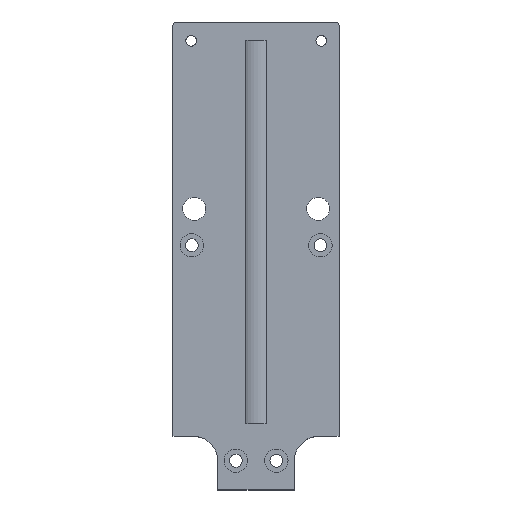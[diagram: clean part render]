
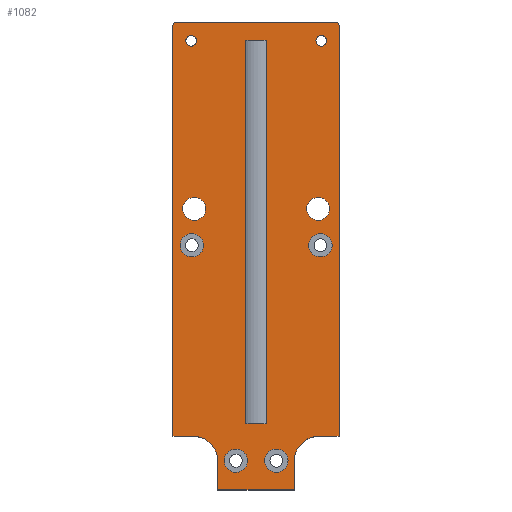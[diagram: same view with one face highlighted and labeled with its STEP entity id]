
A CAD part, top view. The second image highlights one B-rep face of the part: STEP entity #1082.
In plain terms, the highlighted planar face has unit normal (0, 0, 1).
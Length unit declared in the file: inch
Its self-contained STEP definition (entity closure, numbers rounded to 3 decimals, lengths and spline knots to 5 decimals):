
#179=CARTESIAN_POINT('',(1.388,2.304,0.25));
#180=DIRECTION('',(0.,0.,1.));
#181=DIRECTION('',(1.,0.,0.));
#182=AXIS2_PLACEMENT_3D('',#179,#180,#181);
#184=CARTESIAN_POINT('',(1.388,2.304,0.25));
#185=DIRECTION('',(0.,0.,1.));
#186=DIRECTION('',(-1.,0.,0.));
#187=AXIS2_PLACEMENT_3D('',#184,#185,#186);
#189=CARTESIAN_POINT('',(0.178,2.304,0.25));
#190=DIRECTION('',(0.,0.,1.));
#191=DIRECTION('',(1.,0.,0.));
#192=AXIS2_PLACEMENT_3D('',#189,#190,#191);
#194=CARTESIAN_POINT('',(0.178,2.304,0.25));
#195=DIRECTION('',(0.,0.,1.));
#196=DIRECTION('',(-1.,0.,0.));
#197=AXIS2_PLACEMENT_3D('',#194,#195,#196);
#199=CARTESIAN_POINT('',(0.593,0.275,0.25));
#200=DIRECTION('',(0.,0.,1.));
#201=DIRECTION('',(1.,0.,0.));
#202=AXIS2_PLACEMENT_3D('',#199,#200,#201);
#204=CARTESIAN_POINT('',(0.593,0.275,0.25));
#205=DIRECTION('',(0.,0.,1.));
#206=DIRECTION('',(-1.,0.,0.));
#207=AXIS2_PLACEMENT_3D('',#204,#205,#206);
#209=CARTESIAN_POINT('',(0.973,0.275,0.25));
#210=DIRECTION('',(0.,0.,1.));
#211=DIRECTION('',(1.,0.,0.));
#212=AXIS2_PLACEMENT_3D('',#209,#210,#211);
#214=CARTESIAN_POINT('',(0.973,0.275,0.25));
#215=DIRECTION('',(0.,0.,1.));
#216=DIRECTION('',(-1.,0.,0.));
#217=AXIS2_PLACEMENT_3D('',#214,#215,#216);
#219=CARTESIAN_POINT('',(1.396,4.228,0.25));
#220=DIRECTION('',(0.,0.,1.));
#221=DIRECTION('',(1.,0.,0.));
#222=AXIS2_PLACEMENT_3D('',#219,#220,#221);
#224=CARTESIAN_POINT('',(1.396,4.228,0.25));
#225=DIRECTION('',(0.,0.,1.));
#226=DIRECTION('',(-1.,0.,0.));
#227=AXIS2_PLACEMENT_3D('',#224,#225,#226);
#229=CARTESIAN_POINT('',(0.171,4.228,0.25));
#230=DIRECTION('',(0.,0.,1.));
#231=DIRECTION('',(1.,0.,0.));
#232=AXIS2_PLACEMENT_3D('',#229,#230,#231);
#234=CARTESIAN_POINT('',(0.171,4.228,0.25));
#235=DIRECTION('',(0.,0.,1.));
#236=DIRECTION('',(-1.,0.,0.));
#237=AXIS2_PLACEMENT_3D('',#234,#235,#236);
#239=CARTESIAN_POINT('',(1.366,2.646,0.25));
#240=DIRECTION('',(0.,0.,1.));
#241=DIRECTION('',(1.,0.,0.));
#242=AXIS2_PLACEMENT_3D('',#239,#240,#241);
#244=CARTESIAN_POINT('',(1.366,2.646,0.25));
#245=DIRECTION('',(0.,0.,1.));
#246=DIRECTION('',(-1.,0.,0.));
#247=AXIS2_PLACEMENT_3D('',#244,#245,#246);
#249=CARTESIAN_POINT('',(0.2,2.646,0.25));
#250=DIRECTION('',(0.,0.,1.));
#251=DIRECTION('',(1.,0.,0.));
#252=AXIS2_PLACEMENT_3D('',#249,#250,#251);
#254=CARTESIAN_POINT('',(0.2,2.646,0.25));
#255=DIRECTION('',(0.,0.,1.));
#256=DIRECTION('',(-1.,0.,0.));
#257=AXIS2_PLACEMENT_3D('',#254,#255,#256);
#259=DIRECTION('',(-1.,0.,0.));
#260=VECTOR('',#259,0.20005);
#261=CARTESIAN_POINT('',(0.88102,0.625,0.25));
#262=LINE('',#261,#260);
#263=DIRECTION('',(0.,1.,0.));
#264=VECTOR('',#263,3.61);
#265=CARTESIAN_POINT('',(0.88102,0.625,0.25));
#266=LINE('',#265,#264);
#267=DIRECTION('',(-1.,0.,0.));
#268=VECTOR('',#267,0.20005);
#269=CARTESIAN_POINT('',(0.88102,4.235,0.25));
#270=LINE('',#269,#268);
#271=DIRECTION('',(0.,1.,0.));
#272=VECTOR('',#271,3.61);
#273=CARTESIAN_POINT('',(0.68098,0.625,0.25));
#274=LINE('',#273,#272);
#275=CARTESIAN_POINT('',(0.03,4.375,0.25));
#276=DIRECTION('',(0.,0.,1.));
#277=DIRECTION('',(0.,1.,0.));
#278=AXIS2_PLACEMENT_3D('',#275,#276,#277);
#280=DIRECTION('',(-1.,0.,0.));
#281=VECTOR('',#280,1.503);
#282=CARTESIAN_POINT('',(1.533,4.405,0.25));
#283=LINE('',#282,#281);
#284=CARTESIAN_POINT('',(1.533,4.375,0.25));
#285=DIRECTION('',(0.,0.,1.));
#286=DIRECTION('',(1.,0.,0.));
#287=AXIS2_PLACEMENT_3D('',#284,#285,#286);
#289=DIRECTION('',(0.,1.,0.));
#290=VECTOR('',#289,3.87);
#291=CARTESIAN_POINT('',(1.563,0.505,0.25));
#292=LINE('',#291,#290);
#293=DIRECTION('',(1.,0.,0.));
#294=VECTOR('',#293,0.191);
#295=CARTESIAN_POINT('',(1.372,0.505,0.25));
#296=LINE('',#295,#294);
#297=CARTESIAN_POINT('',(1.372,0.275,0.25));
#298=DIRECTION('',(0.,0.,-1.));
#299=DIRECTION('',(-1.,0.,0.));
#300=AXIS2_PLACEMENT_3D('',#297,#298,#299);
#302=DIRECTION('',(0.,1.,0.));
#303=VECTOR('',#302,0.275);
#304=CARTESIAN_POINT('',(1.142,0.,0.25));
#305=LINE('',#304,#303);
#306=DIRECTION('',(1.,0.,0.));
#307=VECTOR('',#306,0.72);
#308=CARTESIAN_POINT('',(0.422,0.,0.25));
#309=LINE('',#308,#307);
#310=DIRECTION('',(0.,-1.,0.));
#311=VECTOR('',#310,0.275);
#312=CARTESIAN_POINT('',(0.422,0.275,0.25));
#313=LINE('',#312,#311);
#314=CARTESIAN_POINT('',(0.192,0.275,0.25));
#315=DIRECTION('',(0.,0.,-1.));
#316=DIRECTION('',(0.,1.,0.));
#317=AXIS2_PLACEMENT_3D('',#314,#315,#316);
#319=DIRECTION('',(1.,0.,0.));
#320=VECTOR('',#319,0.192);
#321=CARTESIAN_POINT('',(0.,0.505,0.25));
#322=LINE('',#321,#320);
#323=DIRECTION('',(0.,-1.,0.));
#324=VECTOR('',#323,3.87);
#325=CARTESIAN_POINT('',(0.,4.375,0.25));
#326=LINE('',#325,#324);
#649=CARTESIAN_POINT('',(0.422,0.,0.25));
#650=CARTESIAN_POINT('',(1.142,0.,0.25));
#651=VERTEX_POINT('',#649);
#652=VERTEX_POINT('',#650);
#653=CARTESIAN_POINT('',(1.142,0.275,0.25));
#654=VERTEX_POINT('',#653);
#655=CARTESIAN_POINT('',(1.372,0.505,0.25));
#656=VERTEX_POINT('',#655);
#657=CARTESIAN_POINT('',(1.563,0.505,0.25));
#658=VERTEX_POINT('',#657);
#659=CARTESIAN_POINT('',(0.,0.505,0.25));
#660=CARTESIAN_POINT('',(0.192,0.505,0.25));
#661=VERTEX_POINT('',#659);
#662=VERTEX_POINT('',#660);
#663=CARTESIAN_POINT('',(0.422,0.275,0.25));
#664=VERTEX_POINT('',#663);
#689=CARTESIAN_POINT('',(1.498,2.304,0.25));
#690=CARTESIAN_POINT('',(1.278,2.304,0.25));
#691=VERTEX_POINT('',#689);
#692=VERTEX_POINT('',#690);
#693=CARTESIAN_POINT('',(0.288,2.304,0.25));
#694=CARTESIAN_POINT('',(0.068,2.304,0.25));
#695=VERTEX_POINT('',#693);
#696=VERTEX_POINT('',#694);
#697=CARTESIAN_POINT('',(0.703,0.275,0.25));
#698=CARTESIAN_POINT('',(0.483,0.275,0.25));
#699=VERTEX_POINT('',#697);
#700=VERTEX_POINT('',#698);
#701=CARTESIAN_POINT('',(1.083,0.275,0.25));
#702=CARTESIAN_POINT('',(0.863,0.275,0.25));
#703=VERTEX_POINT('',#701);
#704=VERTEX_POINT('',#702);
#721=CARTESIAN_POINT('',(1.446,4.228,0.25));
#722=CARTESIAN_POINT('',(1.346,4.228,0.25));
#723=VERTEX_POINT('',#721);
#724=VERTEX_POINT('',#722);
#725=CARTESIAN_POINT('',(0.221,4.228,0.25));
#726=CARTESIAN_POINT('',(0.121,4.228,0.25));
#727=VERTEX_POINT('',#725);
#728=VERTEX_POINT('',#726);
#737=CARTESIAN_POINT('',(1.4745,2.646,0.25));
#738=CARTESIAN_POINT('',(1.2575,2.646,0.25));
#739=VERTEX_POINT('',#737);
#740=VERTEX_POINT('',#738);
#741=CARTESIAN_POINT('',(0.3085,2.646,0.25));
#742=CARTESIAN_POINT('',(0.0915,2.646,0.25));
#743=VERTEX_POINT('',#741);
#744=VERTEX_POINT('',#742);
#745=CARTESIAN_POINT('',(0.88102,0.625,0.25));
#746=CARTESIAN_POINT('',(0.68098,0.625,0.25));
#747=VERTEX_POINT('',#745);
#748=VERTEX_POINT('',#746);
#749=CARTESIAN_POINT('',(0.88102,4.235,0.25));
#750=CARTESIAN_POINT('',(0.68098,4.235,0.25));
#751=VERTEX_POINT('',#749);
#752=VERTEX_POINT('',#750);
#821=CARTESIAN_POINT('',(0.03,4.405,0.25));
#822=VERTEX_POINT('',#821);
#823=CARTESIAN_POINT('',(0.,4.375,0.25));
#824=VERTEX_POINT('',#823);
#825=CARTESIAN_POINT('',(1.563,4.375,0.25));
#826=CARTESIAN_POINT('',(1.533,4.405,0.25));
#827=VERTEX_POINT('',#825);
#828=VERTEX_POINT('',#826);
#994=CARTESIAN_POINT('',(0.,0.,0.25));
#995=DIRECTION('',(0.,0.,1.));
#996=DIRECTION('',(1.,0.,0.));
#997=AXIS2_PLACEMENT_3D('',#994,#995,#996);
#998=PLANE('',#997);
#1000=ORIENTED_EDGE('',*,*,#999,.F.);
#1002=ORIENTED_EDGE('',*,*,#1001,.F.);
#1004=ORIENTED_EDGE('',*,*,#1003,.F.);
#1006=ORIENTED_EDGE('',*,*,#1005,.F.);
#1008=ORIENTED_EDGE('',*,*,#1007,.F.);
#1010=ORIENTED_EDGE('',*,*,#1009,.F.);
#1012=ORIENTED_EDGE('',*,*,#1011,.F.);
#1014=ORIENTED_EDGE('',*,*,#1013,.F.);
#1016=ORIENTED_EDGE('',*,*,#1015,.F.);
#1018=ORIENTED_EDGE('',*,*,#1017,.F.);
#1020=ORIENTED_EDGE('',*,*,#1019,.F.);
#1022=ORIENTED_EDGE('',*,*,#1021,.F.);
#1023=EDGE_LOOP('',(#1000,#1002,#1004,#1006,#1008,#1010,#1012,#1014,#1016,#1018,
#1020,#1022));
#1024=FACE_OUTER_BOUND('',#1023,.F.);
#1026=ORIENTED_EDGE('',*,*,#1025,.T.);
#1028=ORIENTED_EDGE('',*,*,#1027,.T.);
#1029=EDGE_LOOP('',(#1026,#1028));
#1030=FACE_BOUND('',#1029,.F.);
#1032=ORIENTED_EDGE('',*,*,#1031,.T.);
#1034=ORIENTED_EDGE('',*,*,#1033,.T.);
#1035=EDGE_LOOP('',(#1032,#1034));
#1036=FACE_BOUND('',#1035,.F.);
#1038=ORIENTED_EDGE('',*,*,#1037,.T.);
#1040=ORIENTED_EDGE('',*,*,#1039,.T.);
#1041=EDGE_LOOP('',(#1038,#1040));
#1042=FACE_BOUND('',#1041,.F.);
#1044=ORIENTED_EDGE('',*,*,#1043,.T.);
#1046=ORIENTED_EDGE('',*,*,#1045,.T.);
#1047=EDGE_LOOP('',(#1044,#1046));
#1048=FACE_BOUND('',#1047,.F.);
#1050=ORIENTED_EDGE('',*,*,#1049,.T.);
#1052=ORIENTED_EDGE('',*,*,#1051,.T.);
#1053=EDGE_LOOP('',(#1050,#1052));
#1054=FACE_BOUND('',#1053,.F.);
#1056=ORIENTED_EDGE('',*,*,#1055,.T.);
#1058=ORIENTED_EDGE('',*,*,#1057,.T.);
#1059=EDGE_LOOP('',(#1056,#1058));
#1060=FACE_BOUND('',#1059,.F.);
#1062=ORIENTED_EDGE('',*,*,#1061,.T.);
#1064=ORIENTED_EDGE('',*,*,#1063,.T.);
#1065=EDGE_LOOP('',(#1062,#1064));
#1066=FACE_BOUND('',#1065,.F.);
#1068=ORIENTED_EDGE('',*,*,#1067,.F.);
#1070=ORIENTED_EDGE('',*,*,#1069,.T.);
#1072=ORIENTED_EDGE('',*,*,#1071,.T.);
#1074=ORIENTED_EDGE('',*,*,#1073,.F.);
#1075=EDGE_LOOP('',(#1068,#1070,#1072,#1074));
#1076=FACE_BOUND('',#1075,.F.);
#1077=ORIENTED_EDGE('',*,*,#984,.T.);
#1079=ORIENTED_EDGE('',*,*,#1078,.T.);
#1080=EDGE_LOOP('',(#1077,#1079));
#1081=FACE_BOUND('',#1080,.F.);
#1082=ADVANCED_FACE('',(#1024,#1030,#1036,#1042,#1048,#1054,#1060,#1066,#1076,
#1081),#998,.T.);
#183=CIRCLE('',#182,0.11);
#188=CIRCLE('',#187,0.11);
#193=CIRCLE('',#192,0.11);
#198=CIRCLE('',#197,0.11);
#203=CIRCLE('',#202,0.11);
#208=CIRCLE('',#207,0.11);
#213=CIRCLE('',#212,0.11);
#218=CIRCLE('',#217,0.11);
#223=CIRCLE('',#222,0.05);
#228=CIRCLE('',#227,0.05);
#233=CIRCLE('',#232,0.05);
#238=CIRCLE('',#237,0.05);
#243=CIRCLE('',#242,0.1085);
#248=CIRCLE('',#247,0.1085);
#253=CIRCLE('',#252,0.1085);
#258=CIRCLE('',#257,0.1085);
#279=CIRCLE('',#278,0.03);
#288=CIRCLE('',#287,0.03);
#301=CIRCLE('',#300,0.23);
#318=CIRCLE('',#317,0.23);
#984=EDGE_CURVE('',#691,#692,#183,.T.);
#999=EDGE_CURVE('',#822,#824,#279,.T.);
#1001=EDGE_CURVE('',#828,#822,#283,.T.);
#1003=EDGE_CURVE('',#827,#828,#288,.T.);
#1005=EDGE_CURVE('',#658,#827,#292,.T.);
#1007=EDGE_CURVE('',#656,#658,#296,.T.);
#1009=EDGE_CURVE('',#654,#656,#301,.T.);
#1011=EDGE_CURVE('',#652,#654,#305,.T.);
#1013=EDGE_CURVE('',#651,#652,#309,.T.);
#1015=EDGE_CURVE('',#664,#651,#313,.T.);
#1017=EDGE_CURVE('',#662,#664,#318,.T.);
#1019=EDGE_CURVE('',#661,#662,#322,.T.);
#1021=EDGE_CURVE('',#824,#661,#326,.T.);
#1025=EDGE_CURVE('',#695,#696,#193,.T.);
#1027=EDGE_CURVE('',#696,#695,#198,.T.);
#1031=EDGE_CURVE('',#699,#700,#203,.T.);
#1033=EDGE_CURVE('',#700,#699,#208,.T.);
#1037=EDGE_CURVE('',#703,#704,#213,.T.);
#1039=EDGE_CURVE('',#704,#703,#218,.T.);
#1043=EDGE_CURVE('',#723,#724,#223,.T.);
#1045=EDGE_CURVE('',#724,#723,#228,.T.);
#1049=EDGE_CURVE('',#727,#728,#233,.T.);
#1051=EDGE_CURVE('',#728,#727,#238,.T.);
#1055=EDGE_CURVE('',#739,#740,#243,.T.);
#1057=EDGE_CURVE('',#740,#739,#248,.T.);
#1061=EDGE_CURVE('',#743,#744,#253,.T.);
#1063=EDGE_CURVE('',#744,#743,#258,.T.);
#1067=EDGE_CURVE('',#747,#748,#262,.T.);
#1069=EDGE_CURVE('',#747,#751,#266,.T.);
#1071=EDGE_CURVE('',#751,#752,#270,.T.);
#1073=EDGE_CURVE('',#748,#752,#274,.T.);
#1078=EDGE_CURVE('',#692,#691,#188,.T.);
